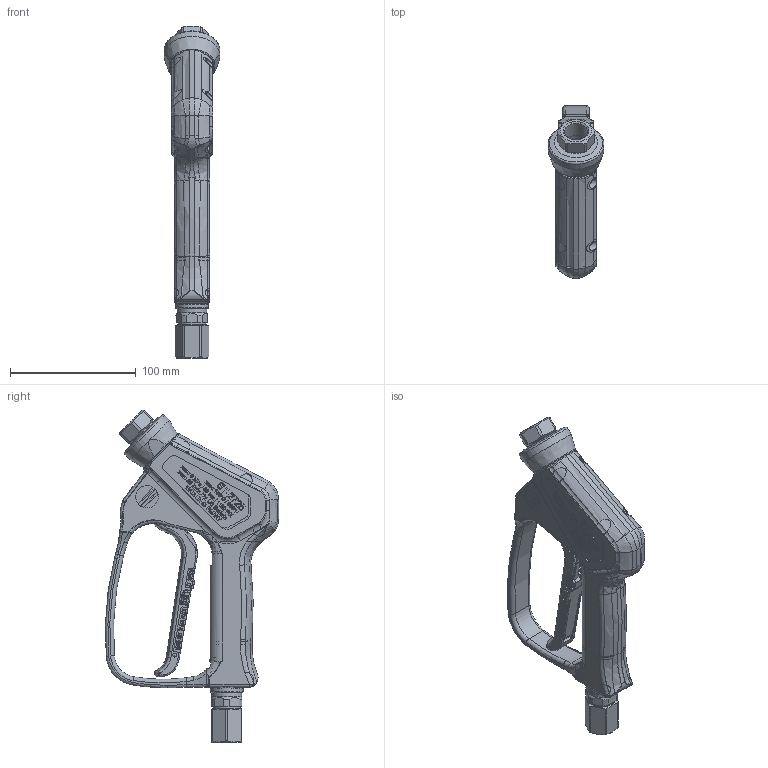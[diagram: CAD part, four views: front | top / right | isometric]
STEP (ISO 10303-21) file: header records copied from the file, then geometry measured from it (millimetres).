
FILE_DESCRIPTION(/* description */ ('Unknown'),/* implementation_level */ '2;1');
FILE_NAME(/* name */ '202725535',/* time_stamp */ '2018-05-23T09:21:45+02:00',/* author */ ('Unknown'),/* organization */ ('Unknown'),/* preprocessor_version */ 'ST-DEVELOPER v16.7',/* originating_system */ 'DEX',/* authorisation */ $);
FILE_SCHEMA (('AUTOMOTIVE_DESIGN {1 0 10303 214 3 1 1}'));
Products named in the file (1): Part4
Bounding box: 44.5 x 137.8 x 264.19 mm (x, y, z)
Volume: 137360.5 mm3; surface area: 125373.2 mm2
Topology: 4 solids, 4 shells, 3197 faces, 8354 edges, 5439 vertices
Faces by surface type: plane 2088, bspline 500, cylinder 431, torus 123, sphere 28, cone 27
Full cylindrical faces by diameter (mm): 2 x1, 3 x4, 3.1 x2, 4 x2, 4.02 x1, 4.1 x2, 6.9 x8, 7.4 x8, 9.6 x4, 9.999 x1, 10 x2, 11.82 x2, 13 x3, 14.55 x1, 14.699 x1, 15.198 x1, 16.66 x1, 18 x1, 18.629 x2, 18.798 x1, 18.998 x2, 21.798 x1, 22.1 x1, 23.498 x1, 23.5 x2, 24.498 x1, 26 x1, 44.496 x1
Entity records: 138718 total; most frequent: CARTESIAN_POINT 46829, ORIENTED_EDGE 16316, DIRECTION 10933, EDGE_CURVE 8158, VERTEX_POINT 5398, AXIS2_PLACEMENT_3D 3843, B_SPLINE_CURVE_WITH_KNOTS 3766, EDGE_LOOP 3684
